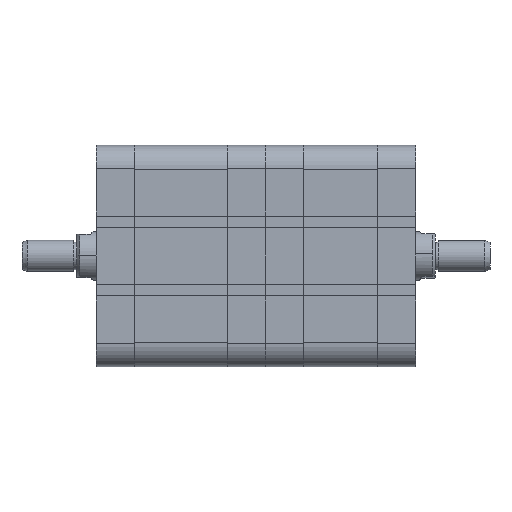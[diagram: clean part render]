
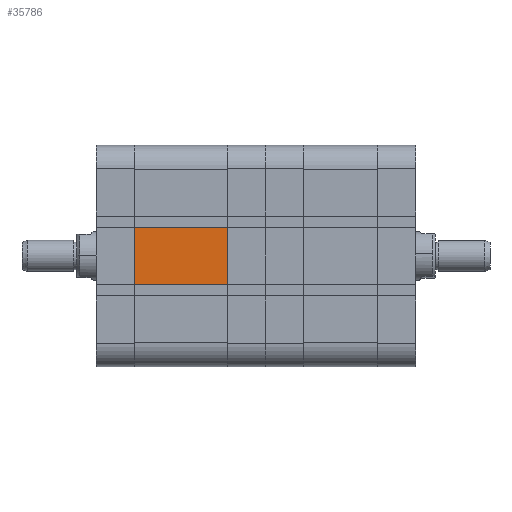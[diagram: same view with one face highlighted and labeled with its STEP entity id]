
A CAD part, front view. The second image highlights one B-rep face of the part: STEP entity #35786.
In plain terms, the highlighted planar face has unit normal (0, -1, 0).
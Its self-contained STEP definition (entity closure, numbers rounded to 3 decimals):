
#1083 = ORIENTED_EDGE ( 'NONE', *, *, #19609, .F. ) ;
#1791 = VERTEX_POINT ( 'NONE', #27646 ) ;
#2073 = CARTESIAN_POINT ( 'NONE',  ( 48.001, -56.75, -14.7 ) ) ;
#3767 = LINE ( 'NONE', #5812, #7714 ) ;
#4083 = VECTOR ( 'NONE', #27352, 1000. ) ;
#4516 = ORIENTED_EDGE ( 'NONE', *, *, #29233, .T. ) ;
#5468 = PLANE ( 'NONE',  #8248 ) ;
#5812 = CARTESIAN_POINT ( 'NONE',  ( 0., -56.75, -56.75 ) ) ;
#6623 = VERTEX_POINT ( 'NONE', #11730 ) ;
#7714 = VECTOR ( 'NONE', #33876, 1000. ) ;
#8248 = AXIS2_PLACEMENT_3D ( 'NONE', #17186, #8448, #20551 ) ;
#8448 = DIRECTION ( 'NONE',  ( 0., 1., 0. ) ) ;
#10919 = EDGE_LOOP ( 'NONE', ( #4516, #32701, #20223, #1083 ) ) ;
#11229 = DIRECTION ( 'NONE',  ( -1., 0., 0. ) ) ;
#11422 = LINE ( 'NONE', #2073, #12953 ) ;
#11730 = CARTESIAN_POINT ( 'NONE',  ( 0., -56.75, -14.7 ) ) ;
#12953 = VECTOR ( 'NONE', #11229, 1000. ) ;
#14323 = CARTESIAN_POINT ( 'NONE',  ( 48., -56.75, -14.7 ) ) ;
#14814 = LINE ( 'NONE', #34000, #17698 ) ;
#17186 = CARTESIAN_POINT ( 'NONE',  ( 48., -56.75, -56.75 ) ) ;
#17698 = VECTOR ( 'NONE', #24892, 1000. ) ;
#18124 = EDGE_CURVE ( 'NONE', #22246, #6623, #3767, .T. ) ;
#19609 = EDGE_CURVE ( 'NONE', #1791, #28110, #14814, .T. ) ;
#19758 = CARTESIAN_POINT ( 'NONE',  ( 0., -56.75, 14.7 ) ) ;
#20223 = ORIENTED_EDGE ( 'NONE', *, *, #28749, .F. ) ;
#20551 = DIRECTION ( 'NONE',  ( 0., 0., 1. ) ) ;
#22246 = VERTEX_POINT ( 'NONE', #19758 ) ;
#23503 = FACE_OUTER_BOUND ( 'NONE', #10919, .T. ) ;
#24797 = CARTESIAN_POINT ( 'NONE',  ( 48.001, -56.75, 14.7 ) ) ;
#24892 = DIRECTION ( 'NONE',  ( 0., 0., -1. ) ) ;
#27352 = DIRECTION ( 'NONE',  ( -1., 0., 0. ) ) ;
#27646 = CARTESIAN_POINT ( 'NONE',  ( 48., -56.75, 14.7 ) ) ;
#28110 = VERTEX_POINT ( 'NONE', #14323 ) ;
#28749 = EDGE_CURVE ( 'NONE', #28110, #6623, #11422, .T. ) ;
#29233 = EDGE_CURVE ( 'NONE', #1791, #22246, #33513, .T. ) ;
#32701 = ORIENTED_EDGE ( 'NONE', *, *, #18124, .T. ) ;
#33513 = LINE ( 'NONE', #24797, #4083 ) ;
#33876 = DIRECTION ( 'NONE',  ( 0., 0., -1. ) ) ;
#34000 = CARTESIAN_POINT ( 'NONE',  ( 48., -56.75, -56.75 ) ) ;
#35786 = ADVANCED_FACE ( 'NONE', ( #23503 ), #5468, .F. ) ;
